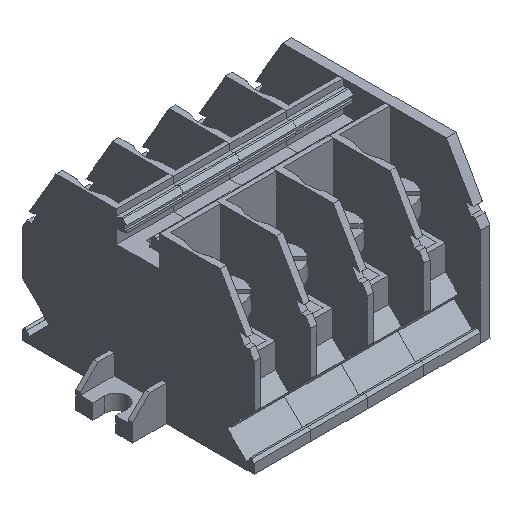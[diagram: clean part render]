
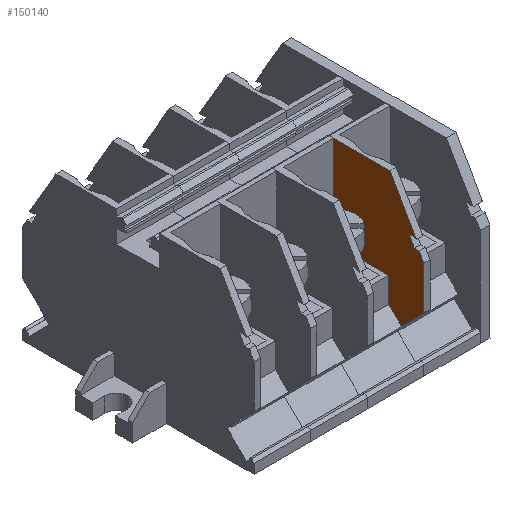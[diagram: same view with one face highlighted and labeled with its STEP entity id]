
A CAD part, isometric view. The second image highlights one B-rep face of the part: STEP entity #150140.
In plain terms, the highlighted face is planar.
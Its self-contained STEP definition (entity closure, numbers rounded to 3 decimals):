
#88480=CARTESIAN_POINT('',(32.417,75.884,
-50.6));
#88490=VERTEX_POINT('',#88480);
#88520=CARTESIAN_POINT('',(32.417,64.334,-50.6))
;
#88530=DIRECTION('',(0.,-1.,
0.));
#88540=VECTOR('',#88530,1.);
#88550=LINE('',#88520,#88540);
#88560=CARTESIAN_POINT('',(32.417,70.101,
-50.6));
#88570=VERTEX_POINT('',#88560);
#88580=EDGE_CURVE('',#88490,#88570,#88550,.T.);
#102800=CARTESIAN_POINT('',(46.317,64.334,-50.6
));
#102810=DIRECTION('',(0.,-1.,
0.));
#102820=VECTOR('',#102810,1.);
#102830=LINE('',#102800,#102820);
#102840=CARTESIAN_POINT('',(46.317,80.933,
-50.6));
#102850=VERTEX_POINT('',#102840);
#102860=CARTESIAN_POINT('',(46.317,75.883,
-50.6));
#102870=VERTEX_POINT('',#102860);
#102880=EDGE_CURVE('',#102850,#102870,#102830,.T.);
#103270=CARTESIAN_POINT('',(66.055,75.883,
-50.6));
#103280=DIRECTION('',(1.,0.,
0.));
#103290=VECTOR('',#103280,1.);
#103300=LINE('',#103270,#103290);
#103310=EDGE_CURVE('',#88490,#102870,#103300,.T.);
#103990=CARTESIAN_POINT('',(45.117,80.934,
-50.6));
#104000=VERTEX_POINT('',#103990);
#104030=CARTESIAN_POINT('',(66.055,80.933,
-50.6));
#104040=DIRECTION('',(1.,0.,
0.));
#104050=VECTOR('',#104040,1.);
#104060=LINE('',#104030,#104050);
#104070=EDGE_CURVE('',#104000,#102850,#104060,.T.);
#104290=CARTESIAN_POINT('',(45.118,96.834,
-50.6));
#104300=VERTEX_POINT('',#104290);
#104330=CARTESIAN_POINT('',(45.117,64.334,-50.6
));
#104340=DIRECTION('',(0.,1.,
0.));
#104350=VECTOR('',#104340,1.);
#104360=LINE('',#104330,#104350);
#104370=EDGE_CURVE('',#104000,#104300,#104360,.T.);
#119880=CARTESIAN_POINT('',(66.055,103.738,
-50.6));
#119890=DIRECTION('',(-0.707,-0.707,
0.));
#119900=VECTOR('',#119890,1.);
#119910=LINE('',#119880,#119900);
#119920=CARTESIAN_POINT('',(29.532,67.215,
-50.6));
#119930=VERTEX_POINT('',#119920);
#119940=EDGE_CURVE('',#88570,#119930,#119910,.T.);
#148460=CARTESIAN_POINT('',(24.367,72.38,
-50.6));
#148470=VERTEX_POINT('',#148460);
#148520=CARTESIAN_POINT('',(32.413,64.334,
-50.6));
#148530=DIRECTION('',(0.707,-0.707,
0.));
#148540=VECTOR('',#148530,1.);
#148550=LINE('',#148520,#148540);
#148560=EDGE_CURVE('',#148470,#119930,#148550,.T.);
#149330=CARTESIAN_POINT('',(32.168,96.834,
-50.6));
#149340=VERTEX_POINT('',#149330);
#149370=CARTESIAN_POINT('',(66.055,96.833,
-50.6));
#149380=DIRECTION('',(-1.,0.,
0.));
#149390=VECTOR('',#149380,1.);
#149400=LINE('',#149370,#149390);
#149410=EDGE_CURVE('',#104300,#149340,#149400,.T.);
#149530=CARTESIAN_POINT('',(74.917,88.109,
-50.6));
#149540=DIRECTION('',(0.,0.,
1.));
#149550=DIRECTION('',(1.,0.,
0.));
#149560=AXIS2_PLACEMENT_3D('',#149530,#149540,#149550);
#149570=PLANE('',#149560);
#149580=ORIENTED_EDGE('',*,*,#103310,.F.);
#149590=ORIENTED_EDGE('',*,*,#102880,.T.);
#149600=ORIENTED_EDGE('',*,*,#104070,.T.);
#149610=ORIENTED_EDGE('',*,*,#104370,.F.);
#149620=ORIENTED_EDGE('',*,*,#149410,.F.);
#149630=CARTESIAN_POINT('',(13.403,64.334,
-50.6));
#149640=DIRECTION('',(-0.5,-0.866,
0.));
#149650=VECTOR('',#149640,1.);
#149660=LINE('',#149630,#149650);
#149670=CARTESIAN_POINT('',(26.035,86.212,
-50.6));
#149680=VERTEX_POINT('',#149670);
#149690=EDGE_CURVE('',#149340,#149680,#149660,.T.);
#149700=ORIENTED_EDGE('',*,*,#149690,.F.);
#149710=CARTESIAN_POINT('',(66.055,93.268,
-50.6));
#149720=DIRECTION('',(-0.985,-0.174,
0.));
#149730=VECTOR('',#149720,1.);
#149740=LINE('',#149710,#149730);
#149750=CARTESIAN_POINT('',(27.867,86.535,
-50.6));
#149760=VERTEX_POINT('',#149750);
#149770=EDGE_CURVE('',#149760,#149680,#149740,.T.);
#149780=ORIENTED_EDGE('',*,*,#149770,.T.);
#149790=CARTESIAN_POINT('',(15.049,64.334,
-50.6));
#149800=DIRECTION('',(0.5,0.866,
0.));
#149810=VECTOR('',#149800,1.);
#149820=LINE('',#149790,#149810);
#149830=CARTESIAN_POINT('',(26.547,84.247,
-50.6));
#149840=VERTEX_POINT('',#149830);
#149850=EDGE_CURVE('',#149840,#149760,#149820,.T.);
#149860=ORIENTED_EDGE('',*,*,#149850,.T.);
#149870=CARTESIAN_POINT('',(66.055,84.247,
-50.6));
#149880=DIRECTION('',(1.,0.,
0.));
#149890=VECTOR('',#149880,1.);
#149900=LINE('',#149870,#149890);
#149910=CARTESIAN_POINT('',(25.478,84.247,
-50.6));
#149920=VERTEX_POINT('',#149910);
#149930=EDGE_CURVE('',#149920,#149840,#149900,.T.);
#149940=ORIENTED_EDGE('',*,*,#149930,.T.);
#149950=CARTESIAN_POINT('',(13.981,64.334,
-50.6));
#149960=DIRECTION('',(-0.5,-0.866,
0.));
#149970=VECTOR('',#149960,1.);
#149980=LINE('',#149950,#149970);
#149990=CARTESIAN_POINT('',(24.367,82.324,
-50.6));
#150000=VERTEX_POINT('',#149990);
#150010=EDGE_CURVE('',#149920,#150000,#149980,.T.);
#150020=ORIENTED_EDGE('',*,*,#150010,.F.);
#150030=CARTESIAN_POINT('',(24.367,64.334,
-50.6));
#150040=DIRECTION('',(0.,-1.,
0.));
#150050=VECTOR('',#150040,1.);
#150060=LINE('',#150030,#150050);
#150070=EDGE_CURVE('',#150000,#148470,#150060,.T.);
#150080=ORIENTED_EDGE('',*,*,#150070,.F.);
#150090=ORIENTED_EDGE('',*,*,#148560,.F.);
#150100=ORIENTED_EDGE('',*,*,#119940,.T.);
#150110=ORIENTED_EDGE('',*,*,#88580,.T.);
#150120=EDGE_LOOP('',(#150110,#150100,#150090,#150080,#150020,#149940,
#149860,#149780,#149700,#149620,#149610,#149600,#149590,#149580));
#150130=FACE_OUTER_BOUND('',#150120,.T.);
#150140=ADVANCED_FACE('',(#150130),#149570,.F.);
